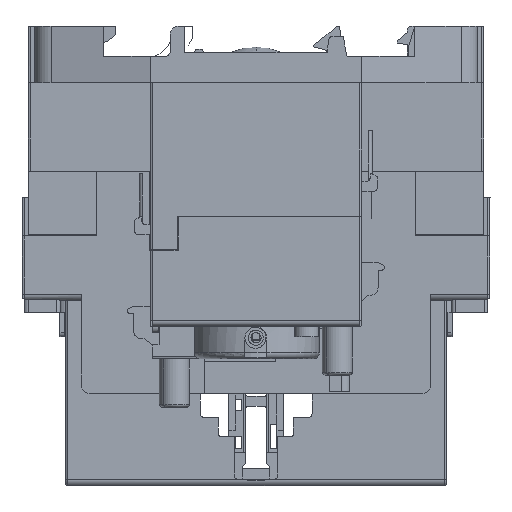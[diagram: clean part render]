
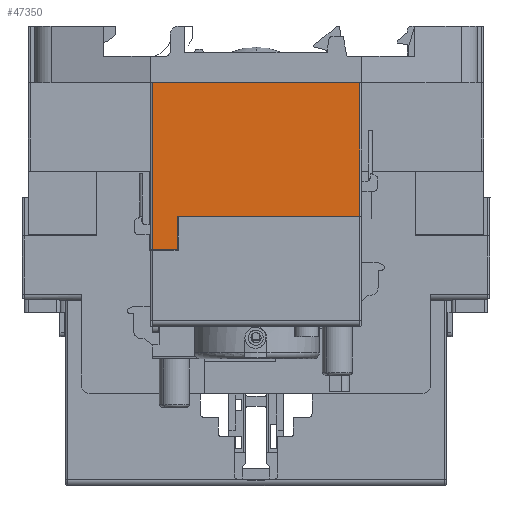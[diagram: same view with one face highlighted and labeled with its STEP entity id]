
A CAD part, left-side view. The second image highlights one B-rep face of the part: STEP entity #47350.
In plain terms, the highlighted planar face has unit normal (-1, 0, 0).
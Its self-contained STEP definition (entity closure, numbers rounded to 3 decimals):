
#26297=CARTESIAN_POINT('',(80.976,388.882,178.496));
#26299=DIRECTION('',(0.,1.,0.));
#26300=VECTOR('',#26299,51.408);
#26301=CARTESIAN_POINT('',(80.976,388.882,178.496));
#26302=LINE('',#26301,#26300);
#30182=DIRECTION('',(0.,0.,1.));
#30183=VECTOR('',#30182,33.2);
#30184=CARTESIAN_POINT('',(80.976,388.882,145.296));
#30185=LINE('',#30184,#30183);
#30186=DIRECTION('',(0.,1.,0.));
#30187=VECTOR('',#30186,45.107);
#30188=CARTESIAN_POINT('',(80.976,388.882,145.296));
#30189=LINE('',#30188,#30187);
#30190=DIRECTION('',(0.,0.,
-1.));
#30191=VECTOR('',#30190,8.3);
#30192=CARTESIAN_POINT('',(80.975,433.989,145.296));
#30193=LINE('',#30192,#30191);
#30194=DIRECTION('',(0.,1.,0.));
#30195=VECTOR('',#30194,6.3);
#30196=CARTESIAN_POINT('',(80.975,433.989,136.996));
#30197=LINE('',#30196,#30195);
#30207=DIRECTION('',(0.,0.,-1.));
#30208=VECTOR('',#30207,41.5);
#30209=CARTESIAN_POINT('',(80.975,440.29,178.496));
#30210=LINE('',#30209,#30208);
#39083=CARTESIAN_POINT('',(80.976,388.882,145.296));
#39085=VERTEX_POINT('',#39083);
#39086=CARTESIAN_POINT('',(80.975,433.989,145.296));
#39087=VERTEX_POINT('',#39086);
#39088=CARTESIAN_POINT('',(80.975,433.989,136.996));
#39089=VERTEX_POINT('',#39088);
#39090=CARTESIAN_POINT('',(80.975,440.289,136.996));
#39091=VERTEX_POINT('',#39090);
#41355=VERTEX_POINT('',#26297);
#41356=CARTESIAN_POINT('',(80.975,440.29,178.496));
#41357=VERTEX_POINT('',#41356);
#47333=CARTESIAN_POINT('',(80.975,414.585,157.746));
#47334=DIRECTION('',(1.,0.,0.));
#47335=DIRECTION('',(0.,-1.,0.));
#47336=AXIS2_PLACEMENT_3D('',#47333,#47334,#47335);
#47337=PLANE('',#47336);
#47339=ORIENTED_EDGE('',*,*,#47338,.F.);
#47340=ORIENTED_EDGE('',*,*,#44394,.F.);
#47341=ORIENTED_EDGE('',*,*,#47328,.F.);
#47343=ORIENTED_EDGE('',*,*,#47342,.T.);
#47345=ORIENTED_EDGE('',*,*,#47344,.T.);
#47347=ORIENTED_EDGE('',*,*,#47346,.T.);
#47348=EDGE_LOOP('',(#47339,#47340,#47341,#47343,#47345,#47347));
#47349=FACE_OUTER_BOUND('',#47348,.F.);
#47350=ADVANCED_FACE('',(#47349),#47337,.F.);
#44394=EDGE_CURVE('',#41355,#41357,#26302,.T.);
#47328=EDGE_CURVE('',#39085,#41355,#30185,.T.);
#47338=EDGE_CURVE('',#41357,#39091,#30210,.T.);
#47342=EDGE_CURVE('',#39085,#39087,#30189,.T.);
#47344=EDGE_CURVE('',#39087,#39089,#30193,.T.);
#47346=EDGE_CURVE('',#39089,#39091,#30197,.T.);
